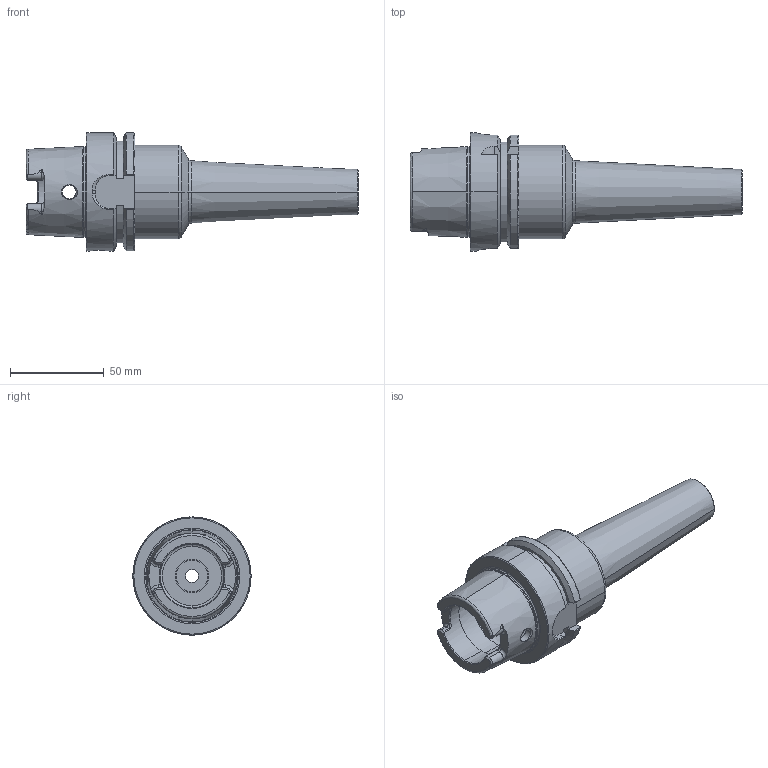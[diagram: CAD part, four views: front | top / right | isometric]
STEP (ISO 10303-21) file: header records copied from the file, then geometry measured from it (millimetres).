
FILE_DESCRIPTION((''),'2;1');
FILE_NAME('HSK63A-HMC3_8-5_71','2020-01-29T16:38:38',('KKK'),(''),'CREO PARAMETRIC BY PTC INC, 2018100','CREO PARAMETRIC BY PTC INC, 2018100','');
FILE_SCHEMA(('CONFIG_CONTROL_DESIGN'));
Length unit declared in the file: millimetre
Products named in the file (1): HSK63A-HMC3_8-5_71
Bounding box: 177 x 63 x 63 mm (x, y, z)
Volume: 188237.1 mm3; surface area: 37426.2 mm2
Topology: 1 solids, 2 shells, 176 faces, 438 edges, 268 vertices
Faces by surface type: plane 55, cylinder 51, cone 41, torus 25, bspline 4
Entity records: 5902 total; most frequent: CARTESIAN_POINT 1704, DIRECTION 876, ORIENTED_EDGE 872, EDGE_CURVE 438, AXIS2_PLACEMENT_3D 346, VERTEX_POINT 268, EDGE_LOOP 186, VECTOR 184
